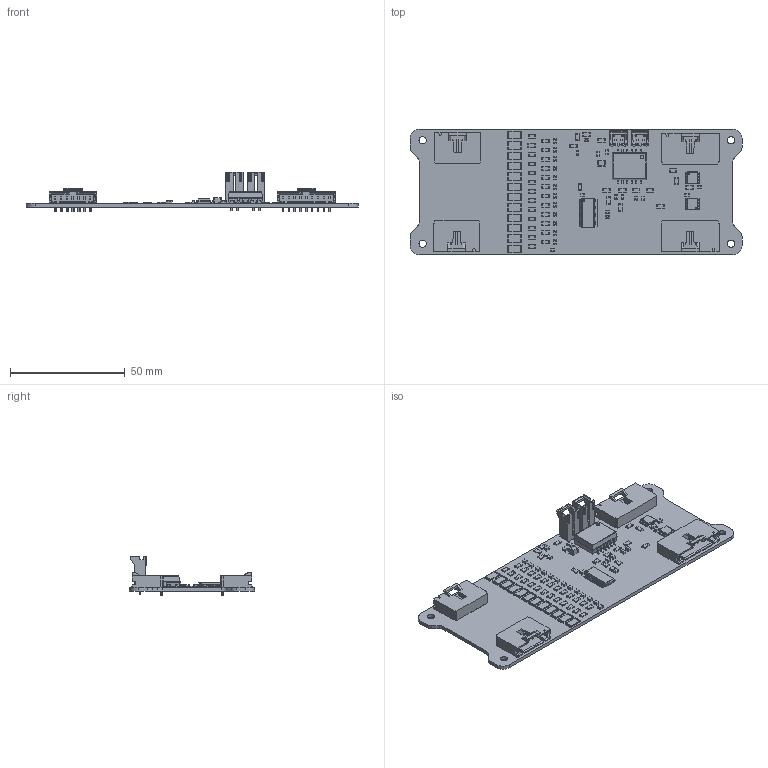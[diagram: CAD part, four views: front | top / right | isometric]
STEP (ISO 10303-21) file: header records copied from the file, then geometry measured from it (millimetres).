
FILE_DESCRIPTION(('KiCad electronic assembly'),'2;1');
FILE_NAME('BMS V1.0.step','2024-06-21T09:32:19',('Pcbnew'),('Kicad'), 'Open CASCADE STEP processor 7.7','KiCad to STEP converter','Unknown' );
FILE_SCHEMA(('AUTOMOTIVE_DESIGN { 1 0 10303 214 1 1 1 1 }'));
Length unit declared in the file: millimetre
Products named in the file (22): BMS V1.0 1; 5-103735-1; C-5-103735-1; C_0805_2012Metric; R_1206_3216Metric; L_1210_3225Metric; LTC6811IG-1#PBF; ASSEMBLY; R_2512_6332Metric; ADG728BRUZ-REEL7; 5-103635-8; 5-103635-6; SM91501ALE; BMS V1.0_PCB
Assembly tree (100 placements, depth 3):
  BMS V1.0 1
    5-103735-1  x2
      C-5-103735-1
    C_0805_2012Metric  x26
      C_0805_2012Metric
    R_1206_3216Metric  x40
      R_1206_3216Metric
    L_1210_3225Metric
      L_1210_3225Metric
    LTC6811IG-1#PBF
      ASSEMBLY
    R_2512_6332Metric  x12
      R_2512_6332Metric
    ADG728BRUZ-REEL7  x2
      ASSEMBLY
    5-103635-8  x2
      5-103635-8
    5-103635-6  x2
      5-103635-6
    SM91501ALE
      ASSEMBLY
    BMS V1.0_PCB
Bounding box: 144.5 x 54.5 x 17.35 mm (x, y, z)
Volume: 17951.4 mm3; surface area: 26164.6 mm2
Topology: 182 solids, 182 shells, 4490 faces, 11674 edges, 7670 vertices
Faces by surface type: plane 3374, cylinder 1116
Full cylindrical faces by diameter (mm): 0.55 x2, 0.662 x1, 1.2 x18, 1.3 x14, 1.46 x1, 1.55 x4, 3.2 x4
Entity records: 54429 total; most frequent: CARTESIAN_POINT 9334, ORIENTED_EDGE 9020, DIRECTION 8886, EDGE_CURVE 4510, LINE 3828, VECTOR 3828, VERTEX_POINT 2977, AXIS2_PLACEMENT_3D 2529
